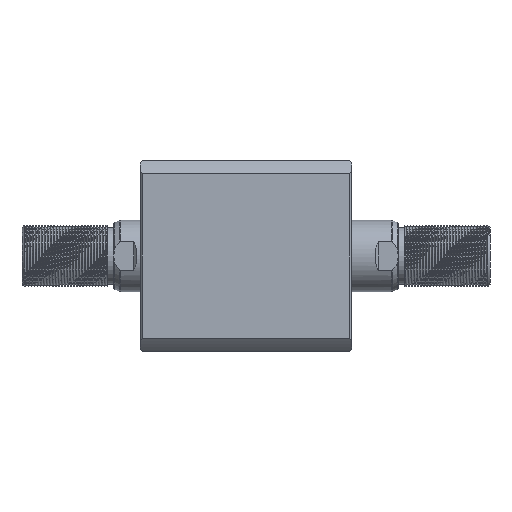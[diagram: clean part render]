
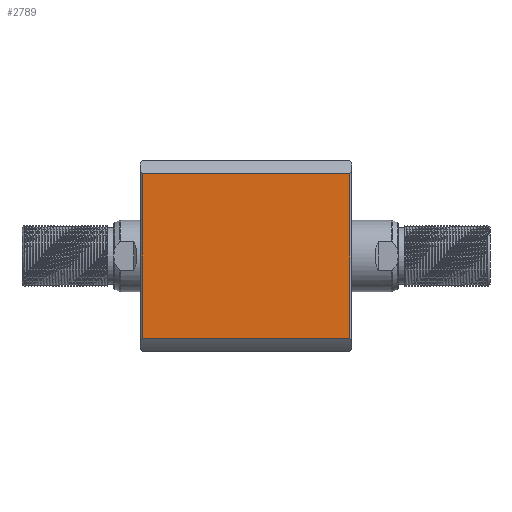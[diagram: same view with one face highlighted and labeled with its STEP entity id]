
A CAD part, left-side view. The second image highlights one B-rep face of the part: STEP entity #2789.
In plain terms, the highlighted planar face has unit normal (-1, 0, 0).
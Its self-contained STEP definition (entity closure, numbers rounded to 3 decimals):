
#656 = DIRECTION ( 'NONE',  ( 0., 0., -1. ) ) ;
#1182 = VECTOR ( 'NONE', #7113, 1000. ) ;
#1284 = VERTEX_POINT ( 'NONE', #4148 ) ;
#1313 = VERTEX_POINT ( 'NONE', #7022 ) ;
#1491 = VERTEX_POINT ( 'NONE', #15660 ) ;
#2380 = LINE ( 'NONE', #6112, #3536 ) ;
#2789 = ADVANCED_FACE ( 'NONE', ( #18363 ), #19849, .F. ) ;
#3519 = EDGE_CURVE ( 'NONE', #1491, #17684, #14601, .T. ) ;
#3536 = VECTOR ( 'NONE', #18887, 1000. ) ;
#3770 = DIRECTION ( 'NONE',  ( 0., -1., 0. ) ) ;
#4148 = CARTESIAN_POINT ( 'NONE',  ( -47., -40.435, 1. ) ) ;
#6112 = CARTESIAN_POINT ( 'NONE',  ( -47., 40.435, 300. ) ) ;
#7022 = CARTESIAN_POINT ( 'NONE',  ( -47., 40.435, 1. ) ) ;
#7113 = DIRECTION ( 'NONE',  ( 0., 1., 0. ) ) ;
#8419 = VECTOR ( 'NONE', #3770, 1000. ) ;
#8891 = ORIENTED_EDGE ( 'NONE', *, *, #10766, .T. ) ;
#10766 = EDGE_CURVE ( 'NONE', #1313, #1284, #13252, .T. ) ;
#10907 = EDGE_CURVE ( 'NONE', #1313, #17684, #2380, .T. ) ;
#12109 = LINE ( 'NONE', #22697, #20670 ) ;
#12384 = AXIS2_PLACEMENT_3D ( 'NONE', #22552, #20193, #19048 ) ;
#13252 = LINE ( 'NONE', #18320, #8419 ) ;
#13909 = ORIENTED_EDGE ( 'NONE', *, *, #3519, .T. ) ;
#14601 = LINE ( 'NONE', #19894, #1182 ) ;
#15660 = CARTESIAN_POINT ( 'NONE',  ( -47., -40.435, 103. ) ) ;
#17578 = ORIENTED_EDGE ( 'NONE', *, *, #10907, .F. ) ;
#17684 = VERTEX_POINT ( 'NONE', #18787 ) ;
#17869 = ORIENTED_EDGE ( 'NONE', *, *, #20042, .F. ) ;
#18320 = CARTESIAN_POINT ( 'NONE',  ( -47., 47., 1. ) ) ;
#18363 = FACE_OUTER_BOUND ( 'NONE', #21637, .T. ) ;
#18787 = CARTESIAN_POINT ( 'NONE',  ( -47., 40.435, 103. ) ) ;
#18887 = DIRECTION ( 'NONE',  ( 0., 0., 1. ) ) ;
#19048 = DIRECTION ( 'NONE',  ( 0., 1., 0. ) ) ;
#19849 = PLANE ( 'NONE',  #12384 ) ;
#19894 = CARTESIAN_POINT ( 'NONE',  ( -47., 47., 103. ) ) ;
#20042 = EDGE_CURVE ( 'NONE', #1491, #1284, #12109, .T. ) ;
#20193 = DIRECTION ( 'NONE',  ( 1., 0., 0. ) ) ;
#20670 = VECTOR ( 'NONE', #656, 1000. ) ;
#21637 = EDGE_LOOP ( 'NONE', ( #17869, #13909, #17578, #8891 ) ) ;
#22552 = CARTESIAN_POINT ( 'NONE',  ( -47., 47., 104. ) ) ;
#22697 = CARTESIAN_POINT ( 'NONE',  ( -47., -40.435, 300. ) ) ;
